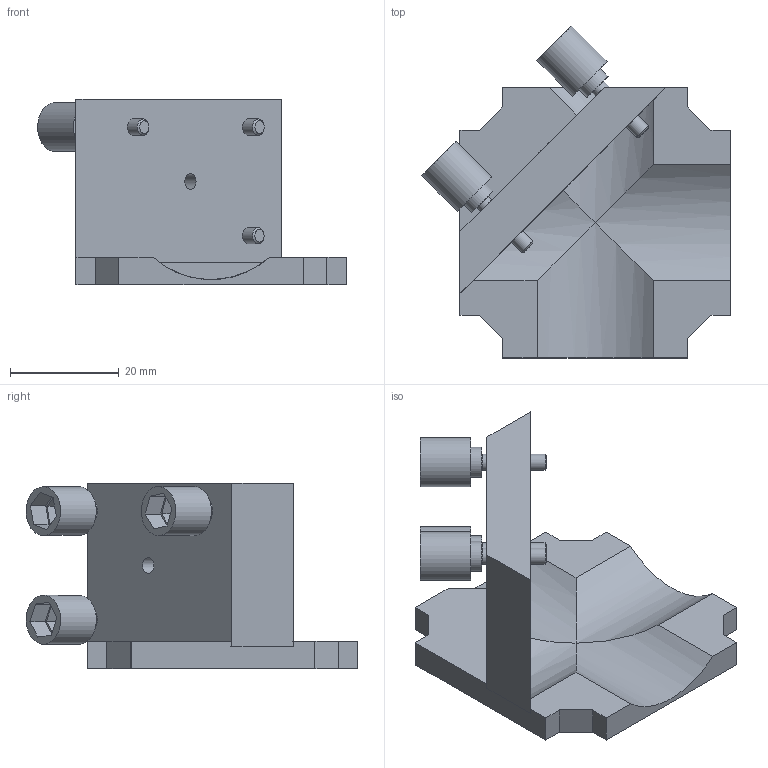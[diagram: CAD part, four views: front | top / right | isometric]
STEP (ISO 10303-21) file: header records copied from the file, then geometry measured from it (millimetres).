
FILE_DESCRIPTION(/* description */ (''),/* implementation_level */ '2;1');
FILE_NAME(/* name */ 'Assembly_Insert_Kinematic_Mirrormount_45_base.iam.step',/* time_stamp */ '2022-11-29T09:13:57+01:00',/* author */ ('wanghaoran'),/* organization */ (''),/* preprocessor_version */ 'ST-DEVELOPER v18.1',/* originating_system */ 'Autodesk Inventor 2022',/* authorisation */ '');
FILE_SCHEMA (('AUTOMOTIVE_DESIGN { 1 0 10303 214 3 1 1 }'));
Length unit declared in the file: millimetre
Products named in the file (5): Assembly_Insert_Kinematic_Mirrormount_45_base; 20_Cube_Insert_Kinematic_Mirrormount_45_base_part1; 20_Cube_Insert_Kinematic_Mirrormount_45_base_part2; 30_Adapter_M3_nut; DIN 912 - M3 x 12
Assembly tree (8 placements, depth 2):
  Assembly_Insert_Kinematic_Mirrormount_45_base
    20_Cube_Insert_Kinematic_Mirrormount_45_base_part1
    20_Cube_Insert_Kinematic_Mirrormount_45_base_part2
    30_Adapter_M3_nut  x3
    DIN 912 - M3 x 12  x3
Bounding box: 56.86 x 61.1 x 34.1 mm (x, y, z)
Volume: 19470 mm3; surface area: 12485.8 mm2
Topology: 8 solids, 8 shells, 152 faces, 371 edges, 246 vertices
Faces by surface type: plane 113, cylinder 27, torus 6, cone 6
Full cylindrical faces by diameter (mm): 2.8 x4, 2.9 x4, 3 x6, 5.5 x5, 9 x3
Entity records: 2809 total; most frequent: CARTESIAN_POINT 470, DIRECTION 458, ORIENTED_EDGE 428, EDGE_CURVE 214, LINE 154, VECTOR 154, AXIS2_PLACEMENT_3D 152, VERTEX_POINT 142
